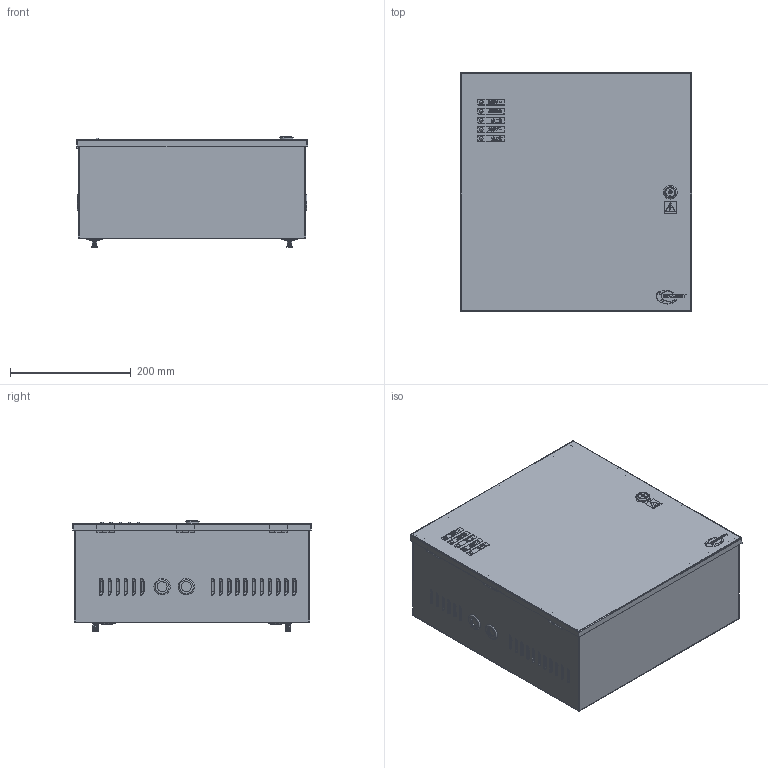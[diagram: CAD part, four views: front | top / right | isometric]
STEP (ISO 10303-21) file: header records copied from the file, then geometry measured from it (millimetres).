
FILE_DESCRIPTION (( 'STEP AP214' ), '1' );
FILE_NAME ('AD4805_STPALL.step', '2024-06-18T09:46:50', ( '' ), ( '' ), 'SwSTEP 2.0', 'SolidWorks 2020', '' );
FILE_SCHEMA (( 'AUTOMOTIVE_DESIGN' ));
Length unit declared in the file: millimetre
Products named in the file (29): Deviatore a Rotella Panasonic AM5_LIBRE; PIN TB; EP0180-LED 5MM_ROUGE; Parte 2 Deviatore a Rotella Panasonic AM5; RedLED-3mm; User Library-20mm diameter panel hole grommet; HB-9500_6P; Parte 4 Deviatore a Rotella Panasonic AM5; r6513-00_paroi 0.8mm; PCB 5LEDS; ISO 1207 - M2 x 6 --- 6N_ISO 1207 - M2 x 6 --- 6N; COUVERCLE DE PROTECTION; CAM LOCK XL_P16; EP0180-LED 5MM_VERT; CASING DE PROTECTION; HB-9500_3P; TERMINAL BLOCK 3P; BOITIER AD4805_nvx pictos; CRPEG-ETKT NO-NC-C; Parte 3 Deviatore a Rotella Panasonic AM5; Parte 1 Deviatore a Rotella Panasonic AM5; EP0056-TERMINAL BLOCK 3 POLES_SANS ETKT; PCB AD2405R_sans relais; ELEC AD2405R; AD4805_STPALL; Header 2_0 6x; EP0180-LED 5MM_ORANGE; DIN 967 - M4 x 6 - Z --- 4.6N_DIN 967 - M4 x 6 - Z --- 4.6N; BT CONTACT
Assembly tree (45 placements, depth 4):
  AD4805_STPALL
    BOITIER AD4805_nvx pictos
    PCB AD2405R_sans relais
      CASING DE PROTECTION
      COUVERCLE DE PROTECTION
      ELEC AD2405R
      HB-9500_3P
      HB-9500_6P
      EP0056-TERMINAL BLOCK 3 POLES_SANS ETKT
        TERMINAL BLOCK 3P
        PIN TB  x3
        ISO 1207 - M2 x 6 --- 6N_ISO 1207 - M2 x 6 --- 6N  x3
        CRPEG-ETKT NO-NC-C
      BT CONTACT
      Header 2_0 6x
      RedLED-3mm
    DIN 967 - M4 x 6 - Z --- 4.6N_DIN 967 - M4 x 6 - Z --- 4.6N  x4
    Deviatore a Rotella Panasonic AM5_LIBRE
      Parte 1 Deviatore a Rotella Panasonic AM5
      Parte 2 Deviatore a Rotella Panasonic AM5
      Parte 3 Deviatore a Rotella Panasonic AM5
      Parte 4 Deviatore a Rotella Panasonic AM5
    CAM LOCK XL_P16
    User Library-20mm diameter panel hole grommet  x6
    EP0180-LED 5MM_VERT  x2
    EP0180-LED 5MM_ORANGE
    EP0180-LED 5MM_ROUGE  x2
    r6513-00_paroi 0.8mm  x4
    PCB 5LEDS
Bounding box: 382.3 x 395 x 183.3 mm (x, y, z)
Volume: 995404.3 mm3; surface area: 1362526.1 mm2
Topology: 60 solids, 60 shells, 4582 faces, 12516 edges, 8395 vertices
Faces by surface type: plane 2907, cylinder 764, bspline 550, torus 257, cone 84, sphere 20
Entity records: 182513 total; most frequent: CARTESIAN_POINT 58267, ORIENTED_EDGE 22504, DIRECTION 18802, EDGE_CURVE 11252, LINE 7590, VECTOR 7590, VERTEX_POINT 7580, AXIS2_PLACEMENT_3D 5606
